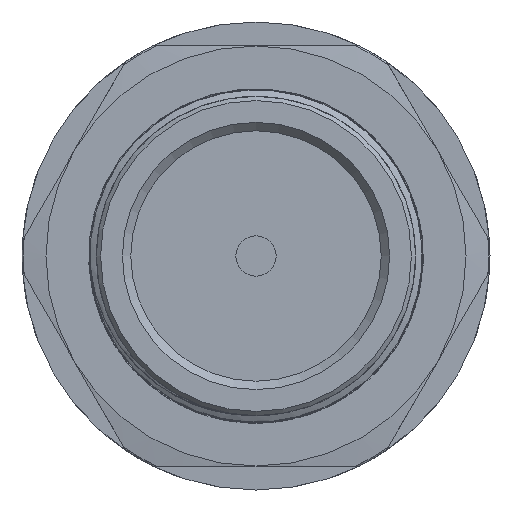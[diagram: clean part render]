
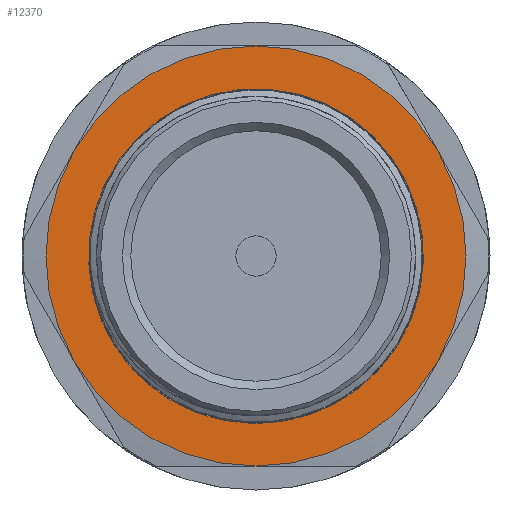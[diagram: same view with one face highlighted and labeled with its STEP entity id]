
A CAD part, left-side view. The second image highlights one B-rep face of the part: STEP entity #12370.
In plain terms, the highlighted planar face has unit normal (-1, 0, 0).
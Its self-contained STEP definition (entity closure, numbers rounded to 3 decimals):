
#2282=PLANE('',#14057);
#2326=FACE_BOUND('',#3825,.T.);
#3060=FACE_OUTER_BOUND('',#3824,.T.);
#3824=EDGE_LOOP('',(#11267,#11268,#11269,#11270,#11271,#11272));
#3825=EDGE_LOOP('',(#11273));
#4687=CIRCLE('',#14005,19.911);
#4696=CIRCLE('',#14027,25.);
#4697=CIRCLE('',#14029,25.);
#4700=CIRCLE('',#14033,25.);
#4701=CIRCLE('',#14035,25.);
#4704=CIRCLE('',#14039,25.);
#4705=CIRCLE('',#14041,25.);
#5829=VERTEX_POINT('',#25490);
#5836=VERTEX_POINT('',#25527);
#5843=VERTEX_POINT('',#25570);
#5850=VERTEX_POINT('',#25613);
#5857=VERTEX_POINT('',#25656);
#5864=VERTEX_POINT('',#25699);
#5871=VERTEX_POINT('',#25742);
#7637=EDGE_CURVE('',#5829,#5829,#4687,.T.);
#7688=EDGE_CURVE('',#5871,#5864,#4696,.T.);
#7689=EDGE_CURVE('',#5850,#5857,#4697,.T.);
#7692=EDGE_CURVE('',#5857,#5843,#4700,.T.);
#7693=EDGE_CURVE('',#5843,#5871,#4701,.T.);
#7696=EDGE_CURVE('',#5864,#5836,#4704,.T.);
#7697=EDGE_CURVE('',#5836,#5850,#4705,.T.);
#11267=ORIENTED_EDGE('',*,*,#7688,.F.);
#11268=ORIENTED_EDGE('',*,*,#7693,.F.);
#11269=ORIENTED_EDGE('',*,*,#7692,.F.);
#11270=ORIENTED_EDGE('',*,*,#7689,.F.);
#11271=ORIENTED_EDGE('',*,*,#7697,.F.);
#11272=ORIENTED_EDGE('',*,*,#7696,.F.);
#11273=ORIENTED_EDGE('',*,*,#7637,.T.);
#12370=ADVANCED_FACE('',(#3060,#2326),#2282,.T.);
#14005=AXIS2_PLACEMENT_3D('',#25491,#17983,#17984);
#14027=AXIS2_PLACEMENT_3D('',#25753,#18045,#18046);
#14029=AXIS2_PLACEMENT_3D('',#25755,#18049,#18050);
#14033=AXIS2_PLACEMENT_3D('',#25759,#18057,#18058);
#14035=AXIS2_PLACEMENT_3D('',#25761,#18061,#18062);
#14039=AXIS2_PLACEMENT_3D('',#25765,#18069,#18070);
#14041=AXIS2_PLACEMENT_3D('',#25767,#18073,#18074);
#14057=AXIS2_PLACEMENT_3D('',#25784,#18105,#18106);
#17983=DIRECTION('center_axis',(1.,0.,0.));
#17984=DIRECTION('ref_axis',(0.,0.,-1.));
#18045=DIRECTION('center_axis',(1.,0.,0.));
#18046=DIRECTION('ref_axis',(0.,-1.,0.));
#18049=DIRECTION('center_axis',(1.,0.,0.));
#18050=DIRECTION('ref_axis',(0.,-1.,0.));
#18057=DIRECTION('center_axis',(1.,0.,0.));
#18058=DIRECTION('ref_axis',(0.,-1.,0.));
#18061=DIRECTION('center_axis',(1.,0.,0.));
#18062=DIRECTION('ref_axis',(0.,-1.,0.));
#18069=DIRECTION('center_axis',(1.,0.,0.));
#18070=DIRECTION('ref_axis',(0.,-1.,0.));
#18073=DIRECTION('center_axis',(1.,0.,0.));
#18074=DIRECTION('ref_axis',(0.,-1.,0.));
#18105=DIRECTION('center_axis',(-1.,0.,0.));
#18106=DIRECTION('ref_axis',(0.,0.,1.));
#25490=CARTESIAN_POINT('',(-6.95,17.243,-9.956));
#25491=CARTESIAN_POINT('Origin',(-6.95,0.,0.));
#25527=CARTESIAN_POINT('',(-6.95,0.,25.));
#25570=CARTESIAN_POINT('',(-6.95,0.,-25.));
#25613=CARTESIAN_POINT('',(-6.95,-21.651,12.5));
#25656=CARTESIAN_POINT('',(-6.95,-21.651,-12.5));
#25699=CARTESIAN_POINT('',(-6.95,21.651,12.5));
#25742=CARTESIAN_POINT('',(-6.95,21.651,-12.5));
#25753=CARTESIAN_POINT('Origin',(-6.95,0.,0.));
#25755=CARTESIAN_POINT('Origin',(-6.95,0.,0.));
#25759=CARTESIAN_POINT('Origin',(-6.95,0.,0.));
#25761=CARTESIAN_POINT('Origin',(-6.95,0.,0.));
#25765=CARTESIAN_POINT('Origin',(-6.95,0.,0.));
#25767=CARTESIAN_POINT('Origin',(-6.95,0.,0.));
#25784=CARTESIAN_POINT('Origin',(-6.95,27.85,0.));
